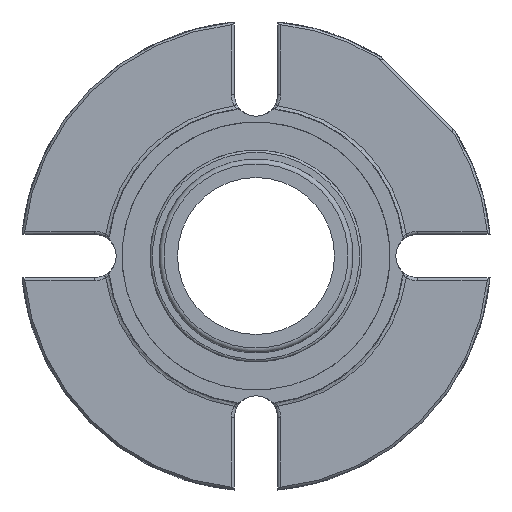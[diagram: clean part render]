
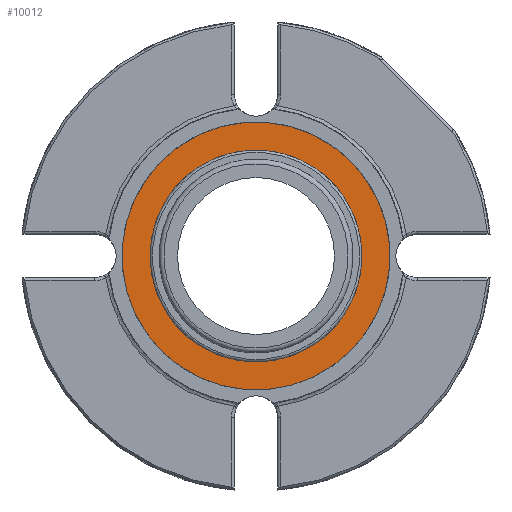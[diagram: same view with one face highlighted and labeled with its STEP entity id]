
A CAD part, left-side view. The second image highlights one B-rep face of the part: STEP entity #10012.
In plain terms, the highlighted planar face has unit normal (-1, 0, 0).
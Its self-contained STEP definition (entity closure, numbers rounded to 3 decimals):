
#1928=PLANE('',#10996);
#4429=ORIENTED_EDGE('',*,*,#6212,.T.);
#4430=ORIENTED_EDGE('',*,*,#6211,.F.);
#6211=EDGE_CURVE('',#7243,#7243,#7866,.F.);
#6212=EDGE_CURVE('',#7244,#7244,#7867,.T.);
#7243=VERTEX_POINT('',#20583);
#7244=VERTEX_POINT('',#20586);
#7866=CIRCLE('',#10995,34.29);
#7867=CIRCLE('',#10997,43.358);
#8510=EDGE_LOOP('',(#4429));
#8511=EDGE_LOOP('',(#4430));
#9204=FACE_BOUND('',#8510,.T.);
#9205=FACE_BOUND('',#8511,.T.);
#10012=ADVANCED_FACE('',(#9204,#9205),#1928,.F.);
#10995=AXIS2_PLACEMENT_3D('',#20582,#13369,#13370);
#10996=AXIS2_PLACEMENT_3D('',#20584,#13371,#13372);
#10997=AXIS2_PLACEMENT_3D('',#20585,#13373,#13374);
#13369=DIRECTION('',(1.,0.,0.));
#13370=DIRECTION('',(0.,0.,-1.));
#13371=DIRECTION('',(1.,0.,0.));
#13372=DIRECTION('',(0.,0.707,0.707));
#13373=DIRECTION('',(-1.,0.,0.));
#13374=DIRECTION('',(0.,-0.707,-0.707));
#20582=CARTESIAN_POINT('',(-71.5,0.,0.));
#20583=CARTESIAN_POINT('',(-71.5,0.,-34.29));
#20584=CARTESIAN_POINT('',(-71.5,-30.659,-30.659));
#20585=CARTESIAN_POINT('',(-71.5,0.,0.));
#20586=CARTESIAN_POINT('',(-71.5,-30.659,-30.659));
